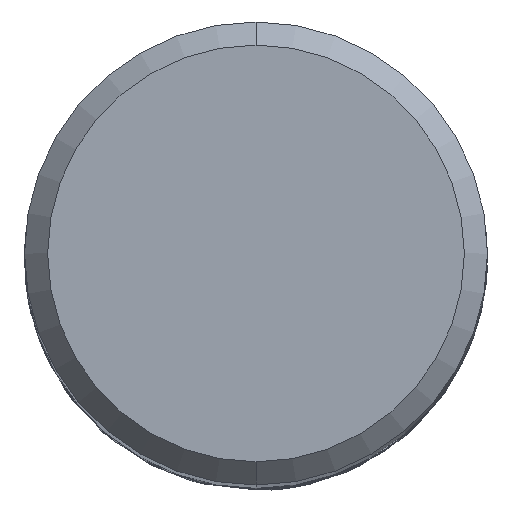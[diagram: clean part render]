
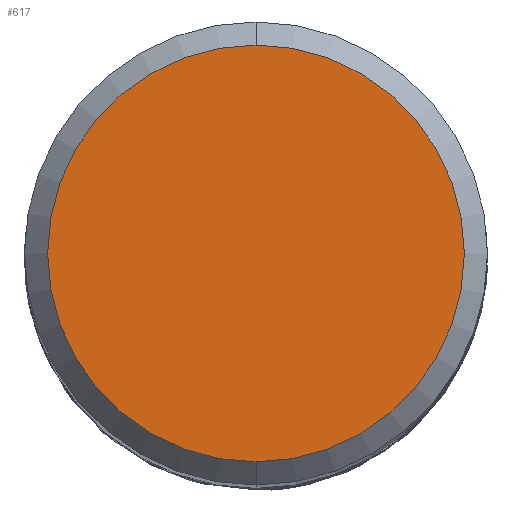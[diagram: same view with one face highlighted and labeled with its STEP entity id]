
A CAD part, top view. The second image highlights one B-rep face of the part: STEP entity #617.
In plain terms, the highlighted planar face has unit normal (0, 0, 1).
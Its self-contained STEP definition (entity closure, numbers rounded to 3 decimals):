
#617=ADVANCED_FACE('',(#1769),#1770,.T.);
#831=VERTEX_POINT('',#2004);
#1185=EDGE_CURVE('',#831,#1345,#2399,.T.);
#1345=VERTEX_POINT('',#2570);
#1711=EDGE_CURVE('',#1345,#831,#2963,.T.);
#1769=FACE_OUTER_BOUND('',#3080,.T.);
#1770=PLANE('',#3081);
#2004=CARTESIAN_POINT('',(0.,-5.4,0.0));
#2399=CIRCLE('',#10856,5.4);
#2570=CARTESIAN_POINT('',(0.0,5.4,0.0));
#2963=CIRCLE('',#16632,5.4);
#3080=EDGE_LOOP('',(#17152,#17153));
#3081=AXIS2_PLACEMENT_3D('',#17154,#17155,#17156);
#10856=AXIS2_PLACEMENT_3D('',#17869,#17870,#17871);
#16632=AXIS2_PLACEMENT_3D('',#18314,#18315,#18316);
#17152=ORIENTED_EDGE('',*,*,#1711,.F.);
#17153=ORIENTED_EDGE('',*,*,#1185,.F.);
#17154=CARTESIAN_POINT('',(0.0,2.7,0.0));
#17155=DIRECTION('',(-0.0,0.0,1.0));
#17156=DIRECTION('',(0.0,-1.0,0.0));
#17869=CARTESIAN_POINT('',(0.0,0.0,0.0));
#17870=DIRECTION('',(0.0,0.0,-1.0));
#17871=DIRECTION('',(0.0,1.0,0.0));
#18314=CARTESIAN_POINT('',(0.0,0.0,0.0));
#18315=DIRECTION('',(0.0,0.0,-1.0));
#18316=DIRECTION('',(0.0,1.0,0.0));
